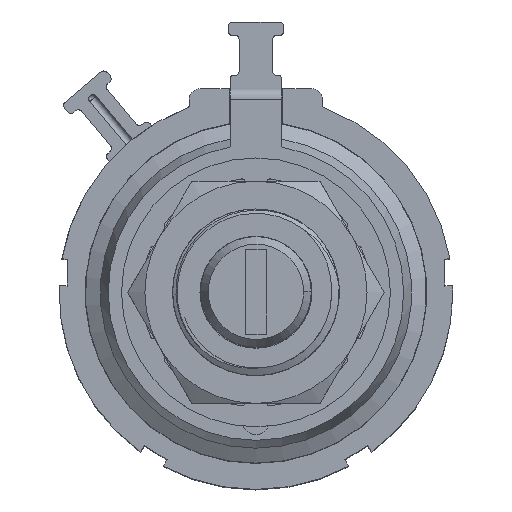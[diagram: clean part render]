
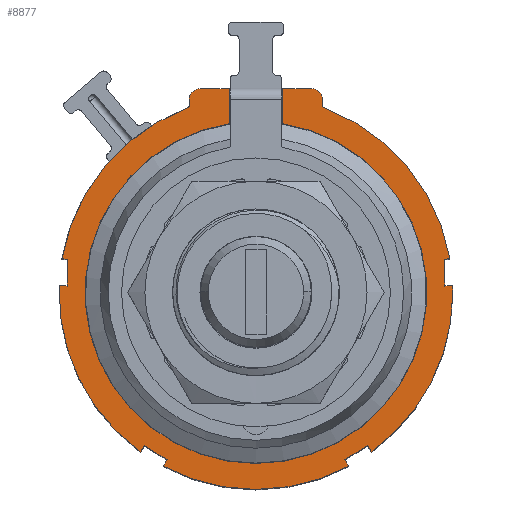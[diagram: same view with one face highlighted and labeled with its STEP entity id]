
A CAD part, top view. The second image highlights one B-rep face of the part: STEP entity #8877.
In plain terms, the highlighted planar face has unit normal (0, 0, 1).
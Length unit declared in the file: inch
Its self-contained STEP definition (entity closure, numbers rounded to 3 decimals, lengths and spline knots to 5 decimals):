
#1=CARTESIAN_POINT('',(0.,0.,0.));
#2=DIRECTION('',(0.,0.,1.));
#3=DIRECTION('',(-0.156,0.988,0.));
#4=AXIS2_PLACEMENT_3D('',#1,#2,#3);
#6=CARTESIAN_POINT('',(0.,0.,0.));
#7=DIRECTION('',(0.,0.,1.));
#8=DIRECTION('',(0.,-1.,0.));
#9=AXIS2_PLACEMENT_3D('',#6,#7,#8);
#11=CARTESIAN_POINT('',(0.125,0.434,0.));
#12=DIRECTION('',(0.,0.,-1.));
#13=DIRECTION('',(0.,1.,0.));
#14=AXIS2_PLACEMENT_3D('',#11,#12,#13);
#16=CARTESIAN_POINT('',(0.155,0.42033,0.));
#17=DIRECTION('',(0.,0.,1.));
#18=DIRECTION('',(-1.,0.,0.));
#19=AXIS2_PLACEMENT_3D('',#16,#17,#18);
#21=CARTESIAN_POINT('',(0.,0.,0.));
#22=DIRECTION('',(0.,0.,-1.));
#23=DIRECTION('',(0.346,0.938,0.));
#24=AXIS2_PLACEMENT_3D('',#21,#22,#23);
#26=DIRECTION('',(-0.995,-0.105,0.));
#27=VECTOR('',#26,0.01149);
#28=CARTESIAN_POINT('',(0.43643,0.07604,0.));
#29=LINE('',#28,#27);
#30=DIRECTION('',(0.995,0.105,0.));
#31=VECTOR('',#30,0.0178);
#32=CARTESIAN_POINT('',(0.425,0.0145,0.));
#33=LINE('',#32,#31);
#34=CARTESIAN_POINT('',(0.,0.,0.));
#35=DIRECTION('',(0.,0.,-1.));
#36=DIRECTION('',(0.999,0.037,0.));
#37=AXIS2_PLACEMENT_3D('',#34,#35,#36);
#39=CARTESIAN_POINT('',(0.,0.,0.));
#40=DIRECTION('',(0.,0.,-1.));
#41=DIRECTION('',(1.,0.,0.));
#42=AXIS2_PLACEMENT_3D('',#39,#40,#41);
#44=DIRECTION('',(-0.53,0.848,0.));
#45=VECTOR('',#44,0.01698);
#46=CARTESIAN_POINT('',(0.25966,-0.35893,0.));
#47=LINE('',#46,#45);
#48=DIRECTION('',(-0.848,-0.53,0.));
#49=VECTOR('',#48,0.06);
#50=CARTESIAN_POINT('',(0.25066,-0.34452,0.));
#51=LINE('',#50,#49);
#52=DIRECTION('',(0.53,-0.848,0.));
#53=VECTOR('',#52,0.01698);
#54=CARTESIAN_POINT('',(0.19977,-0.37632,0.));
#55=LINE('',#54,#53);
#56=CARTESIAN_POINT('',(0.,0.,0.));
#57=DIRECTION('',(0.,0.,-1.));
#58=DIRECTION('',(0.471,-0.882,0.));
#59=AXIS2_PLACEMENT_3D('',#56,#57,#58);
#61=DIRECTION('',(0.53,0.848,0.));
#62=VECTOR('',#61,0.01698);
#63=CARTESIAN_POINT('',(-0.20877,-0.39072,0.));
#64=LINE('',#63,#62);
#65=DIRECTION('',(-0.848,0.53,0.));
#66=VECTOR('',#65,0.06);
#67=CARTESIAN_POINT('',(-0.19977,-0.37632,0.));
#68=LINE('',#67,#66);
#69=DIRECTION('',(-0.53,-0.848,0.));
#70=VECTOR('',#69,0.01698);
#71=CARTESIAN_POINT('',(-0.25066,-0.34452,0.));
#72=LINE('',#71,#70);
#73=CARTESIAN_POINT('',(0.,0.,0.));
#74=DIRECTION('',(0.,0.,-1.));
#75=DIRECTION('',(-0.586,-0.81,0.));
#76=AXIS2_PLACEMENT_3D('',#73,#74,#75);
#78=DIRECTION('',(0.995,-0.105,0.));
#79=VECTOR('',#78,0.0178);
#80=CARTESIAN_POINT('',(-0.4427,0.01636,0.));
#81=LINE('',#80,#79);
#82=DIRECTION('',(-0.995,0.105,0.));
#83=VECTOR('',#82,0.01149);
#84=CARTESIAN_POINT('',(-0.425,0.07483,0.));
#85=LINE('',#84,#83);
#86=CARTESIAN_POINT('',(0.,0.,0.));
#87=DIRECTION('',(0.,0.,-1.));
#88=DIRECTION('',(-0.985,0.172,0.));
#89=AXIS2_PLACEMENT_3D('',#86,#87,#88);
#91=CARTESIAN_POINT('',(-0.155,0.42033,0.));
#92=DIRECTION('',(0.,0.,1.));
#93=DIRECTION('',(0.346,-0.938,0.));
#94=AXIS2_PLACEMENT_3D('',#91,#92,#93);
#96=CARTESIAN_POINT('',(-0.125,0.434,0.));
#97=DIRECTION('',(0.,0.,-1.));
#98=DIRECTION('',(-1.,0.,0.));
#99=AXIS2_PLACEMENT_3D('',#96,#97,#98);
#101=DIRECTION('',(0.,1.,0.));
#102=VECTOR('',#101,0.07921);
#103=CARTESIAN_POINT('',(-0.06,0.37979,0.));
#104=LINE('',#103,#102);
#137=DIRECTION('',(0.,-1.,0.));
#138=VECTOR('',#137,0.07921);
#139=CARTESIAN_POINT('',(0.06,0.459,0.));
#140=LINE('',#139,#138);
#169=DIRECTION('',(-1.,0.,0.));
#170=VECTOR('',#169,0.065);
#171=CARTESIAN_POINT('',(0.125,0.459,0.));
#172=LINE('',#171,#170);
#185=DIRECTION('',(-1.,0.,0.));
#186=VECTOR('',#185,0.065);
#187=CARTESIAN_POINT('',(-0.06,0.459,0.));
#188=LINE('',#187,#186);
#564=DIRECTION('',(0.,-1.,0.));
#565=VECTOR('',#564,0.01367);
#566=CARTESIAN_POINT('',(-0.15,0.434,0.));
#567=LINE('',#566,#565);
#588=DIRECTION('',(0.,-1.,0.));
#589=VECTOR('',#588,0.06033);
#590=CARTESIAN_POINT('',(-0.425,0.07483,0.));
#591=LINE('',#590,#589);
#640=DIRECTION('',(0.,1.,0.));
#641=VECTOR('',#640,0.06033);
#642=CARTESIAN_POINT('',(0.425,0.0145,0.));
#643=LINE('',#642,#641);
#660=DIRECTION('',(0.,1.,0.));
#661=VECTOR('',#660,0.01367);
#662=CARTESIAN_POINT('',(0.15,0.42033,0.));
#663=LINE('',#662,#661);
#7442=CARTESIAN_POINT('',(-0.06,0.37979,0.));
#7443=CARTESIAN_POINT('',(-0.06,0.459,0.));
#7444=VERTEX_POINT('',#7442);
#7445=VERTEX_POINT('',#7443);
#7446=CARTESIAN_POINT('',(0.06,0.459,0.));
#7447=CARTESIAN_POINT('',(0.06,0.37979,0.));
#7448=VERTEX_POINT('',#7446);
#7449=VERTEX_POINT('',#7447);
#7450=CARTESIAN_POINT('',(0.125,0.459,0.));
#7451=VERTEX_POINT('',#7450);
#7452=CARTESIAN_POINT('',(0.15,0.434,0.));
#7453=VERTEX_POINT('',#7452);
#7454=CARTESIAN_POINT('',(0.15,0.42033,0.));
#7455=VERTEX_POINT('',#7454);
#7456=CARTESIAN_POINT('',(0.15327,0.41564,0.));
#7457=VERTEX_POINT('',#7456);
#7458=CARTESIAN_POINT('',(0.43643,0.07604,0.));
#7459=VERTEX_POINT('',#7458);
#7460=CARTESIAN_POINT('',(0.425,0.07483,0.));
#7461=VERTEX_POINT('',#7460);
#7462=CARTESIAN_POINT('',(0.425,0.0145,0.));
#7463=VERTEX_POINT('',#7462);
#7464=CARTESIAN_POINT('',(0.4427,0.01636,0.));
#7465=VERTEX_POINT('',#7464);
#7466=CARTESIAN_POINT('',(0.443,0.,0.));
#7467=VERTEX_POINT('',#7466);
#7468=CARTESIAN_POINT('',(0.25966,-0.35893,0.));
#7469=VERTEX_POINT('',#7468);
#7470=CARTESIAN_POINT('',(0.25066,-0.34452,0.));
#7471=VERTEX_POINT('',#7470);
#7472=CARTESIAN_POINT('',(0.19977,-0.37632,0.));
#7473=VERTEX_POINT('',#7472);
#7474=CARTESIAN_POINT('',(0.20877,-0.39072,0.));
#7475=VERTEX_POINT('',#7474);
#7476=CARTESIAN_POINT('',(-0.20877,-0.39072,0.));
#7477=VERTEX_POINT('',#7476);
#7478=CARTESIAN_POINT('',(-0.19977,-0.37632,0.));
#7479=VERTEX_POINT('',#7478);
#7480=CARTESIAN_POINT('',(-0.25066,-0.34452,0.));
#7481=VERTEX_POINT('',#7480);
#7482=CARTESIAN_POINT('',(-0.25966,-0.35893,0.));
#7483=VERTEX_POINT('',#7482);
#7484=CARTESIAN_POINT('',(-0.4427,0.01636,0.));
#7485=VERTEX_POINT('',#7484);
#7486=CARTESIAN_POINT('',(-0.425,0.0145,0.));
#7487=VERTEX_POINT('',#7486);
#7488=CARTESIAN_POINT('',(-0.425,0.07483,0.));
#7489=VERTEX_POINT('',#7488);
#7490=CARTESIAN_POINT('',(-0.43643,0.07604,0.));
#7491=VERTEX_POINT('',#7490);
#7492=CARTESIAN_POINT('',(-0.15327,0.41564,0.));
#7493=VERTEX_POINT('',#7492);
#7494=CARTESIAN_POINT('',(-0.15,0.42033,0.));
#7495=VERTEX_POINT('',#7494);
#7496=CARTESIAN_POINT('',(-0.15,0.434,0.));
#7497=VERTEX_POINT('',#7496);
#7498=CARTESIAN_POINT('',(-0.125,0.459,0.));
#7499=VERTEX_POINT('',#7498);
#7518=CARTESIAN_POINT('',(0.,-0.3845,0.));
#7519=VERTEX_POINT('',#7518);
#8810=CARTESIAN_POINT('',(-0.00004,0.00784,0.));
#8811=DIRECTION('',(0.,0.,1.));
#8812=DIRECTION('',(1.,0.,0.));
#8813=AXIS2_PLACEMENT_3D('',#8810,#8811,#8812);
#8814=PLANE('',#8813);
#8816=ORIENTED_EDGE('',*,*,#8815,.F.);
#8818=ORIENTED_EDGE('',*,*,#8817,.T.);
#8820=ORIENTED_EDGE('',*,*,#8819,.T.);
#8822=ORIENTED_EDGE('',*,*,#8821,.F.);
#8824=ORIENTED_EDGE('',*,*,#8823,.F.);
#8826=ORIENTED_EDGE('',*,*,#8825,.T.);
#8828=ORIENTED_EDGE('',*,*,#8827,.F.);
#8830=ORIENTED_EDGE('',*,*,#8829,.T.);
#8832=ORIENTED_EDGE('',*,*,#8831,.T.);
#8834=ORIENTED_EDGE('',*,*,#8833,.T.);
#8836=ORIENTED_EDGE('',*,*,#8835,.F.);
#8838=ORIENTED_EDGE('',*,*,#8837,.T.);
#8840=ORIENTED_EDGE('',*,*,#8839,.T.);
#8842=ORIENTED_EDGE('',*,*,#8841,.T.);
#8844=ORIENTED_EDGE('',*,*,#8843,.T.);
#8846=ORIENTED_EDGE('',*,*,#8845,.T.);
#8848=ORIENTED_EDGE('',*,*,#8847,.T.);
#8850=ORIENTED_EDGE('',*,*,#8849,.T.);
#8852=ORIENTED_EDGE('',*,*,#8851,.T.);
#8854=ORIENTED_EDGE('',*,*,#8853,.T.);
#8856=ORIENTED_EDGE('',*,*,#8855,.T.);
#8858=ORIENTED_EDGE('',*,*,#8857,.T.);
#8860=ORIENTED_EDGE('',*,*,#8859,.T.);
#8862=ORIENTED_EDGE('',*,*,#8861,.F.);
#8864=ORIENTED_EDGE('',*,*,#8863,.T.);
#8866=ORIENTED_EDGE('',*,*,#8865,.T.);
#8868=ORIENTED_EDGE('',*,*,#8867,.T.);
#8870=ORIENTED_EDGE('',*,*,#8869,.F.);
#8872=ORIENTED_EDGE('',*,*,#8871,.T.);
#8874=ORIENTED_EDGE('',*,*,#8873,.F.);
#8875=EDGE_LOOP('',(#8816,#8818,#8820,#8822,#8824,#8826,#8828,#8830,#8832,#8834,
#8836,#8838,#8840,#8842,#8844,#8846,#8848,#8850,#8852,#8854,#8856,#8858,#8860,
#8862,#8864,#8866,#8868,#8870,#8872,#8874));
#8876=FACE_OUTER_BOUND('',#8875,.F.);
#8877=ADVANCED_FACE('',(#8876),#8814,.T.);
#5=CIRCLE('',#4,0.3845);
#10=CIRCLE('',#9,0.3845);
#15=CIRCLE('',#14,0.025);
#20=CIRCLE('',#19,0.005);
#25=CIRCLE('',#24,0.443);
#38=CIRCLE('',#37,0.443);
#43=CIRCLE('',#42,0.443);
#60=CIRCLE('',#59,0.443);
#77=CIRCLE('',#76,0.443);
#90=CIRCLE('',#89,0.443);
#95=CIRCLE('',#94,0.005);
#100=CIRCLE('',#99,0.025);
#8815=EDGE_CURVE('',#7444,#7445,#104,.T.);
#8817=EDGE_CURVE('',#7444,#7519,#5,.T.);
#8819=EDGE_CURVE('',#7519,#7449,#10,.T.);
#8821=EDGE_CURVE('',#7448,#7449,#140,.T.);
#8823=EDGE_CURVE('',#7451,#7448,#172,.T.);
#8825=EDGE_CURVE('',#7451,#7453,#15,.T.);
#8827=EDGE_CURVE('',#7455,#7453,#663,.T.);
#8829=EDGE_CURVE('',#7455,#7457,#20,.T.);
#8831=EDGE_CURVE('',#7457,#7459,#25,.T.);
#8833=EDGE_CURVE('',#7459,#7461,#29,.T.);
#8835=EDGE_CURVE('',#7463,#7461,#643,.T.);
#8837=EDGE_CURVE('',#7463,#7465,#33,.T.);
#8839=EDGE_CURVE('',#7465,#7467,#38,.T.);
#8841=EDGE_CURVE('',#7467,#7469,#43,.T.);
#8843=EDGE_CURVE('',#7469,#7471,#47,.T.);
#8845=EDGE_CURVE('',#7471,#7473,#51,.T.);
#8847=EDGE_CURVE('',#7473,#7475,#55,.T.);
#8849=EDGE_CURVE('',#7475,#7477,#60,.T.);
#8851=EDGE_CURVE('',#7477,#7479,#64,.T.);
#8853=EDGE_CURVE('',#7479,#7481,#68,.T.);
#8855=EDGE_CURVE('',#7481,#7483,#72,.T.);
#8857=EDGE_CURVE('',#7483,#7485,#77,.T.);
#8859=EDGE_CURVE('',#7485,#7487,#81,.T.);
#8861=EDGE_CURVE('',#7489,#7487,#591,.T.);
#8863=EDGE_CURVE('',#7489,#7491,#85,.T.);
#8865=EDGE_CURVE('',#7491,#7493,#90,.T.);
#8867=EDGE_CURVE('',#7493,#7495,#95,.T.);
#8869=EDGE_CURVE('',#7497,#7495,#567,.T.);
#8871=EDGE_CURVE('',#7497,#7499,#100,.T.);
#8873=EDGE_CURVE('',#7445,#7499,#188,.T.);
